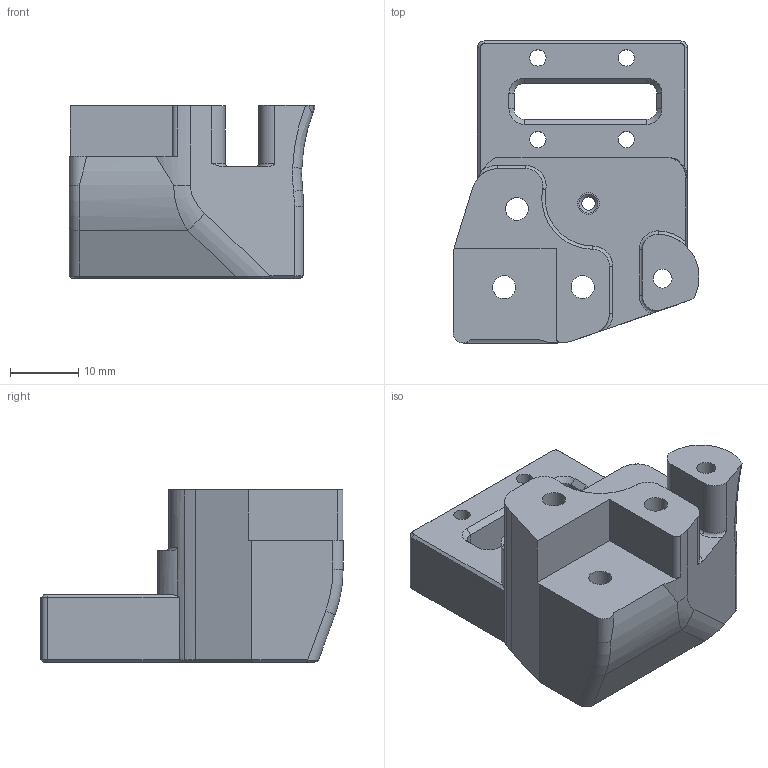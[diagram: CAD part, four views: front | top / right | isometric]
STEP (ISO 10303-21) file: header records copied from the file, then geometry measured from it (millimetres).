
FILE_DESCRIPTION(/* description */ (''),/* implementation_level */ '2;1');
FILE_NAME(/* name */ 'XY_Joint_R_Lower.step',/* time_stamp */ '2022-01-19T12:44:17-06:00',/* author */ (''),/* organization */ (''),/* preprocessor_version */ 'ST-DEVELOPER v18.1',/* originating_system */ 'Autodesk Translation Framework v10.10.0.1391',/* authorisation */ '');
FILE_SCHEMA (('AUTOMOTIVE_DESIGN { 1 0 10303 214 3 1 1 }'));
Length unit declared in the file: millimetre
Products named in the file (1): XY_Joint_R_Lower_MB_STL
Bounding box: 36.14 x 44.42 x 25.5 mm (x, y, z)
Volume: 19653.5 mm3; surface area: 7452.8 mm2
Topology: 1 solids, 1 shells, 144 faces, 357 edges, 218 vertices
Faces by surface type: plane 56, cylinder 43, cone 21, bspline 13, torus 11
Full cylindrical faces by diameter (mm): 2 x1, 2.4 x4, 2.8 x1, 3.2 x1, 3.4 x3, 4.7 x2, 6 x1
Entity records: 4724 total; most frequent: CARTESIAN_POINT 1203, DIRECTION 742, ORIENTED_EDGE 714, EDGE_CURVE 357, AXIS2_PLACEMENT_3D 275, VERTEX_POINT 218, LINE 192, VECTOR 192
